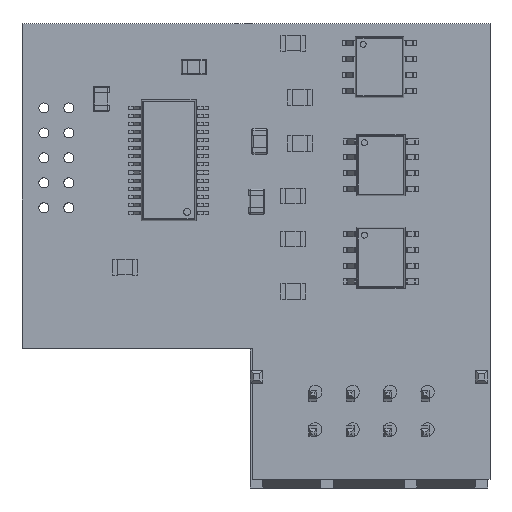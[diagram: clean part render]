
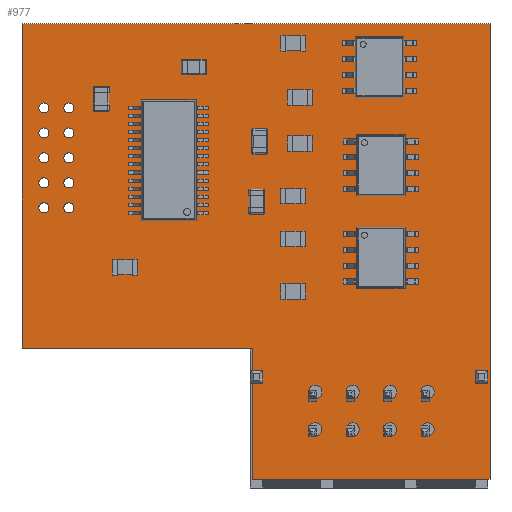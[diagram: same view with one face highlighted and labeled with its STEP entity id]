
A CAD part, top view. The second image highlights one B-rep face of the part: STEP entity #977.
In plain terms, the highlighted planar face has unit normal (0, 0, 1).
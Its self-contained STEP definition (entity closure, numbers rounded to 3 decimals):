
#136 = VERTEX_POINT('',#137);
#137 = CARTESIAN_POINT('',(125.75,65.25,0.411));
#143 = EDGE_CURVE('',#136,#144,#146,.T.);
#144 = VERTEX_POINT('',#145);
#145 = CARTESIAN_POINT('',(163.25,65.25,0.411));
#146 = LINE('',#147,#148);
#147 = CARTESIAN_POINT('',(125.75,65.25,0.411));
#148 = VECTOR('',#149,1.);
#149 = DIRECTION('',(1.,0.,0.));
#174 = EDGE_CURVE('',#144,#175,#177,.T.);
#175 = VERTEX_POINT('',#176);
#176 = CARTESIAN_POINT('',(163.25,28.75,0.411));
#177 = LINE('',#178,#179);
#178 = CARTESIAN_POINT('',(163.25,65.25,0.411));
#179 = VECTOR('',#180,1.);
#180 = DIRECTION('',(0.,-1.,0.));
#205 = EDGE_CURVE('',#175,#206,#208,.T.);
#206 = VERTEX_POINT('',#207);
#207 = CARTESIAN_POINT('',(144.25,28.75,0.411));
#208 = LINE('',#209,#210);
#209 = CARTESIAN_POINT('',(163.25,28.75,0.411));
#210 = VECTOR('',#211,1.);
#211 = DIRECTION('',(-1.,0.,0.));
#236 = EDGE_CURVE('',#206,#237,#239,.T.);
#237 = VERTEX_POINT('',#238);
#238 = CARTESIAN_POINT('',(144.25,39.25,0.411));
#239 = LINE('',#240,#241);
#240 = CARTESIAN_POINT('',(144.25,28.75,0.411));
#241 = VECTOR('',#242,1.);
#242 = DIRECTION('',(0.,1.,0.));
#267 = EDGE_CURVE('',#237,#268,#270,.T.);
#268 = VERTEX_POINT('',#269);
#269 = CARTESIAN_POINT('',(125.75,39.25,0.411));
#270 = LINE('',#271,#272);
#271 = CARTESIAN_POINT('',(144.25,39.25,0.411));
#272 = VECTOR('',#273,1.);
#273 = DIRECTION('',(-1.,0.,0.));
#298 = EDGE_CURVE('',#268,#136,#299,.T.);
#299 = LINE('',#300,#301);
#300 = CARTESIAN_POINT('',(125.75,39.25,0.411));
#301 = VECTOR('',#302,1.);
#302 = DIRECTION('',(0.,1.,0.));
#322 = VERTEX_POINT('',#323);
#323 = CARTESIAN_POINT('',(127.9,50.5,0.411));
#329 = EDGE_CURVE('',#322,#322,#330,.T.);
#330 = CIRCLE('',#331,0.4);
#331 = AXIS2_PLACEMENT_3D('',#332,#333,#334);
#332 = CARTESIAN_POINT('',(127.5,50.5,0.411));
#333 = DIRECTION('',(0.,0.,1.));
#334 = DIRECTION('',(1.,0.,0.));
#355 = VERTEX_POINT('',#356);
#356 = CARTESIAN_POINT('',(127.9,52.5,0.411));
#362 = EDGE_CURVE('',#355,#355,#363,.T.);
#363 = CIRCLE('',#364,0.4);
#364 = AXIS2_PLACEMENT_3D('',#365,#366,#367);
#365 = CARTESIAN_POINT('',(127.5,52.5,0.411));
#366 = DIRECTION('',(0.,0.,1.));
#367 = DIRECTION('',(1.,0.,0.));
#388 = VERTEX_POINT('',#389);
#389 = CARTESIAN_POINT('',(129.9,50.5,0.411));
#395 = EDGE_CURVE('',#388,#388,#396,.T.);
#396 = CIRCLE('',#397,0.4);
#397 = AXIS2_PLACEMENT_3D('',#398,#399,#400);
#398 = CARTESIAN_POINT('',(129.5,50.5,0.411));
#399 = DIRECTION('',(0.,0.,1.));
#400 = DIRECTION('',(1.,0.,0.));
#421 = VERTEX_POINT('',#422);
#422 = CARTESIAN_POINT('',(127.9,54.5,0.411));
#428 = EDGE_CURVE('',#421,#421,#429,.T.);
#429 = CIRCLE('',#430,0.4);
#430 = AXIS2_PLACEMENT_3D('',#431,#432,#433);
#431 = CARTESIAN_POINT('',(127.5,54.5,0.411));
#432 = DIRECTION('',(0.,0.,1.));
#433 = DIRECTION('',(1.,0.,0.));
#454 = VERTEX_POINT('',#455);
#455 = CARTESIAN_POINT('',(127.9,56.5,0.411));
#461 = EDGE_CURVE('',#454,#454,#462,.T.);
#462 = CIRCLE('',#463,0.4);
#463 = AXIS2_PLACEMENT_3D('',#464,#465,#466);
#464 = CARTESIAN_POINT('',(127.5,56.5,0.411));
#465 = DIRECTION('',(0.,0.,1.));
#466 = DIRECTION('',(1.,0.,0.));
#487 = VERTEX_POINT('',#488);
#488 = CARTESIAN_POINT('',(127.9,58.5,0.411));
#494 = EDGE_CURVE('',#487,#487,#495,.T.);
#495 = CIRCLE('',#496,0.4);
#496 = AXIS2_PLACEMENT_3D('',#497,#498,#499);
#497 = CARTESIAN_POINT('',(127.5,58.5,0.411));
#498 = DIRECTION('',(0.,0.,1.));
#499 = DIRECTION('',(1.,0.,0.));
#520 = VERTEX_POINT('',#521);
#521 = CARTESIAN_POINT('',(129.9,54.5,0.411));
#527 = EDGE_CURVE('',#520,#520,#528,.T.);
#528 = CIRCLE('',#529,0.4);
#529 = AXIS2_PLACEMENT_3D('',#530,#531,#532);
#530 = CARTESIAN_POINT('',(129.5,54.5,0.411));
#531 = DIRECTION('',(0.,0.,1.));
#532 = DIRECTION('',(1.,0.,0.));
#553 = VERTEX_POINT('',#554);
#554 = CARTESIAN_POINT('',(129.9,58.5,0.411));
#560 = EDGE_CURVE('',#553,#553,#561,.T.);
#561 = CIRCLE('',#562,0.4);
#562 = AXIS2_PLACEMENT_3D('',#563,#564,#565);
#563 = CARTESIAN_POINT('',(129.5,58.5,0.411));
#564 = DIRECTION('',(0.,0.,1.));
#565 = DIRECTION('',(1.,0.,0.));
#586 = VERTEX_POINT('',#587);
#587 = CARTESIAN_POINT('',(129.9,56.5,0.411));
#593 = EDGE_CURVE('',#586,#586,#594,.T.);
#594 = CIRCLE('',#595,0.4);
#595 = AXIS2_PLACEMENT_3D('',#596,#597,#598);
#596 = CARTESIAN_POINT('',(129.5,56.5,0.411));
#597 = DIRECTION('',(0.,0.,1.));
#598 = DIRECTION('',(1.,0.,0.));
#619 = VERTEX_POINT('',#620);
#620 = CARTESIAN_POINT('',(152.785,32.75,0.411));
#626 = EDGE_CURVE('',#619,#619,#627,.T.);
#627 = CIRCLE('',#628,0.535);
#628 = AXIS2_PLACEMENT_3D('',#629,#630,#631);
#629 = CARTESIAN_POINT('',(152.25,32.75,0.411));
#630 = DIRECTION('',(0.,0.,1.));
#631 = DIRECTION('',(1.,0.,0.));
#652 = VERTEX_POINT('',#653);
#653 = CARTESIAN_POINT('',(149.785,32.75,0.411));
#659 = EDGE_CURVE('',#652,#652,#660,.T.);
#660 = CIRCLE('',#661,0.535);
#661 = AXIS2_PLACEMENT_3D('',#662,#663,#664);
#662 = CARTESIAN_POINT('',(149.25,32.75,0.411));
#663 = DIRECTION('',(0.,0.,1.));
#664 = DIRECTION('',(1.,0.,0.));
#685 = VERTEX_POINT('',#686);
#686 = CARTESIAN_POINT('',(158.785,32.75,0.411));
#692 = EDGE_CURVE('',#685,#685,#693,.T.);
#693 = CIRCLE('',#694,0.535);
#694 = AXIS2_PLACEMENT_3D('',#695,#696,#697);
#695 = CARTESIAN_POINT('',(158.25,32.75,0.411));
#696 = DIRECTION('',(0.,0.,1.));
#697 = DIRECTION('',(1.,0.,0.));
#718 = VERTEX_POINT('',#719);
#719 = CARTESIAN_POINT('',(155.785,32.75,0.411));
#725 = EDGE_CURVE('',#718,#718,#726,.T.);
#726 = CIRCLE('',#727,0.535);
#727 = AXIS2_PLACEMENT_3D('',#728,#729,#730);
#728 = CARTESIAN_POINT('',(155.25,32.75,0.411));
#729 = DIRECTION('',(0.,0.,1.));
#730 = DIRECTION('',(1.,0.,0.));
#751 = VERTEX_POINT('',#752);
#752 = CARTESIAN_POINT('',(149.785,35.75,0.411));
#758 = EDGE_CURVE('',#751,#751,#759,.T.);
#759 = CIRCLE('',#760,0.535);
#760 = AXIS2_PLACEMENT_3D('',#761,#762,#763);
#761 = CARTESIAN_POINT('',(149.25,35.75,0.411));
#762 = DIRECTION('',(0.,0.,1.));
#763 = DIRECTION('',(1.,0.,0.));
#784 = VERTEX_POINT('',#785);
#785 = CARTESIAN_POINT('',(129.9,52.5,0.411));
#791 = EDGE_CURVE('',#784,#784,#792,.T.);
#792 = CIRCLE('',#793,0.4);
#793 = AXIS2_PLACEMENT_3D('',#794,#795,#796);
#794 = CARTESIAN_POINT('',(129.5,52.5,0.411));
#795 = DIRECTION('',(0.,0.,1.));
#796 = DIRECTION('',(1.,0.,0.));
#817 = VERTEX_POINT('',#818);
#818 = CARTESIAN_POINT('',(158.785,35.75,0.411));
#824 = EDGE_CURVE('',#817,#817,#825,.T.);
#825 = CIRCLE('',#826,0.535);
#826 = AXIS2_PLACEMENT_3D('',#827,#828,#829);
#827 = CARTESIAN_POINT('',(158.25,35.75,0.411));
#828 = DIRECTION('',(0.,0.,1.));
#829 = DIRECTION('',(1.,0.,0.));
#850 = VERTEX_POINT('',#851);
#851 = CARTESIAN_POINT('',(152.785,35.75,0.411));
#857 = EDGE_CURVE('',#850,#850,#858,.T.);
#858 = CIRCLE('',#859,0.535);
#859 = AXIS2_PLACEMENT_3D('',#860,#861,#862);
#860 = CARTESIAN_POINT('',(152.25,35.75,0.411));
#861 = DIRECTION('',(0.,0.,1.));
#862 = DIRECTION('',(1.,0.,0.));
#883 = VERTEX_POINT('',#884);
#884 = CARTESIAN_POINT('',(155.785,35.75,0.411));
#890 = EDGE_CURVE('',#883,#883,#891,.T.);
#891 = CIRCLE('',#892,0.535);
#892 = AXIS2_PLACEMENT_3D('',#893,#894,#895);
#893 = CARTESIAN_POINT('',(155.25,35.75,0.411));
#894 = DIRECTION('',(0.,0.,1.));
#895 = DIRECTION('',(1.,0.,0.));
#977 = ADVANCED_FACE('',(#978,#986,#989,#992,#995,#998,#1001,#1004,#1007
    ,#1010,#1013,#1016,#1019,#1022,#1025,#1028,#1031,#1034,#1037),#1040,
  .T.);
#978 = FACE_BOUND('',#979,.F.);
#979 = EDGE_LOOP('',(#980,#981,#982,#983,#984,#985));
#980 = ORIENTED_EDGE('',*,*,#143,.T.);
#981 = ORIENTED_EDGE('',*,*,#174,.T.);
#982 = ORIENTED_EDGE('',*,*,#205,.T.);
#983 = ORIENTED_EDGE('',*,*,#236,.T.);
#984 = ORIENTED_EDGE('',*,*,#267,.T.);
#985 = ORIENTED_EDGE('',*,*,#298,.T.);
#986 = FACE_BOUND('',#987,.T.);
#987 = EDGE_LOOP('',(#988));
#988 = ORIENTED_EDGE('',*,*,#329,.F.);
#989 = FACE_BOUND('',#990,.T.);
#990 = EDGE_LOOP('',(#991));
#991 = ORIENTED_EDGE('',*,*,#362,.F.);
#992 = FACE_BOUND('',#993,.T.);
#993 = EDGE_LOOP('',(#994));
#994 = ORIENTED_EDGE('',*,*,#395,.F.);
#995 = FACE_BOUND('',#996,.T.);
#996 = EDGE_LOOP('',(#997));
#997 = ORIENTED_EDGE('',*,*,#428,.F.);
#998 = FACE_BOUND('',#999,.T.);
#999 = EDGE_LOOP('',(#1000));
#1000 = ORIENTED_EDGE('',*,*,#461,.F.);
#1001 = FACE_BOUND('',#1002,.T.);
#1002 = EDGE_LOOP('',(#1003));
#1003 = ORIENTED_EDGE('',*,*,#494,.F.);
#1004 = FACE_BOUND('',#1005,.T.);
#1005 = EDGE_LOOP('',(#1006));
#1006 = ORIENTED_EDGE('',*,*,#527,.F.);
#1007 = FACE_BOUND('',#1008,.T.);
#1008 = EDGE_LOOP('',(#1009));
#1009 = ORIENTED_EDGE('',*,*,#560,.F.);
#1010 = FACE_BOUND('',#1011,.T.);
#1011 = EDGE_LOOP('',(#1012));
#1012 = ORIENTED_EDGE('',*,*,#593,.F.);
#1013 = FACE_BOUND('',#1014,.T.);
#1014 = EDGE_LOOP('',(#1015));
#1015 = ORIENTED_EDGE('',*,*,#626,.F.);
#1016 = FACE_BOUND('',#1017,.T.);
#1017 = EDGE_LOOP('',(#1018));
#1018 = ORIENTED_EDGE('',*,*,#659,.F.);
#1019 = FACE_BOUND('',#1020,.T.);
#1020 = EDGE_LOOP('',(#1021));
#1021 = ORIENTED_EDGE('',*,*,#692,.F.);
#1022 = FACE_BOUND('',#1023,.T.);
#1023 = EDGE_LOOP('',(#1024));
#1024 = ORIENTED_EDGE('',*,*,#725,.F.);
#1025 = FACE_BOUND('',#1026,.T.);
#1026 = EDGE_LOOP('',(#1027));
#1027 = ORIENTED_EDGE('',*,*,#758,.F.);
#1028 = FACE_BOUND('',#1029,.T.);
#1029 = EDGE_LOOP('',(#1030));
#1030 = ORIENTED_EDGE('',*,*,#791,.F.);
#1031 = FACE_BOUND('',#1032,.T.);
#1032 = EDGE_LOOP('',(#1033));
#1033 = ORIENTED_EDGE('',*,*,#824,.F.);
#1034 = FACE_BOUND('',#1035,.T.);
#1035 = EDGE_LOOP('',(#1036));
#1036 = ORIENTED_EDGE('',*,*,#857,.F.);
#1037 = FACE_BOUND('',#1038,.T.);
#1038 = EDGE_LOOP('',(#1039));
#1039 = ORIENTED_EDGE('',*,*,#890,.F.);
#1040 = PLANE('',#1041);
#1041 = AXIS2_PLACEMENT_3D('',#1042,#1043,#1044);
#1042 = CARTESIAN_POINT('',(125.75,65.25,0.411));
#1043 = DIRECTION('',(0.,0.,1.));
#1044 = DIRECTION('',(1.,0.,0.));
